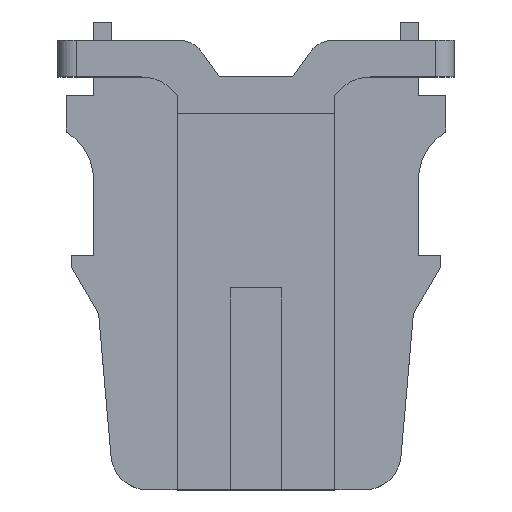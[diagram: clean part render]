
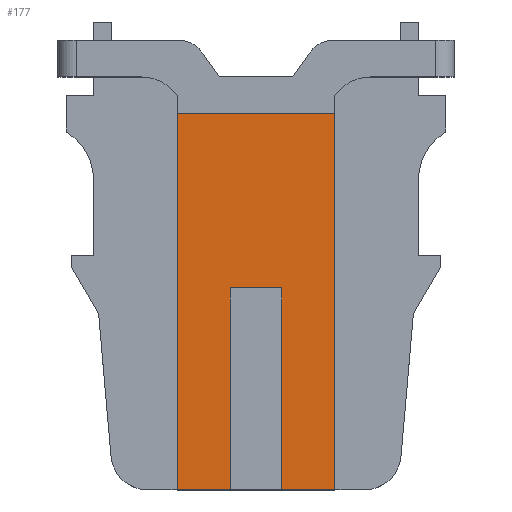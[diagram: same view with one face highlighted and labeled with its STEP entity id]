
A CAD part, top view. The second image highlights one B-rep face of the part: STEP entity #177.
In plain terms, the highlighted planar face has unit normal (0, -0.006, 1).
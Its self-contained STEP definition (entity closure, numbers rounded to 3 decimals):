
#177=ADVANCED_FACE('',(#384),#285,.T.);
#285=PLANE('',#2534);
#384=FACE_OUTER_BOUND('',#498,.T.);
#498=EDGE_LOOP('',(#894,#895,#896,#897,#898,#899,#900,#901,#902,#903,#904,
#905,#906,#907,#908,#909));
#894=ORIENTED_EDGE('',*,*,#1726,.T.);
#895=ORIENTED_EDGE('',*,*,#1579,.T.);
#896=ORIENTED_EDGE('',*,*,#1728,.F.);
#897=ORIENTED_EDGE('',*,*,#1628,.F.);
#898=ORIENTED_EDGE('',*,*,#1626,.F.);
#899=ORIENTED_EDGE('',*,*,#1624,.F.);
#900=ORIENTED_EDGE('',*,*,#1622,.F.);
#901=ORIENTED_EDGE('',*,*,#1631,.F.);
#902=ORIENTED_EDGE('',*,*,#1617,.F.);
#903=ORIENTED_EDGE('',*,*,#1636,.F.);
#904=ORIENTED_EDGE('',*,*,#1615,.F.);
#905=ORIENTED_EDGE('',*,*,#1613,.F.);
#906=ORIENTED_EDGE('',*,*,#1611,.F.);
#907=ORIENTED_EDGE('',*,*,#1635,.F.);
#908=ORIENTED_EDGE('',*,*,#1729,.F.);
#909=ORIENTED_EDGE('',*,*,#1592,.F.);
#1343=VERTEX_POINT('',#3363);
#1344=VERTEX_POINT('',#3365);
#1356=VERTEX_POINT('',#3390);
#1357=VERTEX_POINT('',#3392);
#1374=VERTEX_POINT('',#3432);
#1375=VERTEX_POINT('',#3434);
#1376=VERTEX_POINT('',#3438);
#1377=VERTEX_POINT('',#3442);
#1378=VERTEX_POINT('',#3446);
#1379=VERTEX_POINT('',#3447);
#1382=VERTEX_POINT('',#3455);
#1383=VERTEX_POINT('',#3457);
#1384=VERTEX_POINT('',#3461);
#1385=VERTEX_POINT('',#3465);
#1386=VERTEX_POINT('',#3469);
#1389=VERTEX_POINT('',#3480);
#1579=EDGE_CURVE('',#1344,#1343,#1918,.T.);
#1592=EDGE_CURVE('',#1356,#1357,#1931,.T.);
#1611=EDGE_CURVE('',#1374,#1375,#1950,.T.);
#1613=EDGE_CURVE('',#1375,#1376,#1952,.T.);
#1615=EDGE_CURVE('',#1376,#1377,#1954,.T.);
#1617=EDGE_CURVE('',#1378,#1379,#1956,.T.);
#1622=EDGE_CURVE('',#1382,#1383,#1961,.T.);
#1624=EDGE_CURVE('',#1383,#1384,#1963,.T.);
#1626=EDGE_CURVE('',#1384,#1385,#1965,.T.);
#1628=EDGE_CURVE('',#1385,#1386,#1967,.T.);
#1631=EDGE_CURVE('',#1379,#1382,#1970,.T.);
#1635=EDGE_CURVE('',#1389,#1374,#1974,.T.);
#1636=EDGE_CURVE('',#1377,#1378,#1975,.T.);
#1726=EDGE_CURVE('',#1356,#1344,#2055,.T.);
#1728=EDGE_CURVE('',#1386,#1343,#2057,.T.);
#1729=EDGE_CURVE('',#1357,#1389,#2058,.T.);
#1918=LINE('',#3364,#2220);
#1931=LINE('',#3391,#2233);
#1950=LINE('',#3433,#2252);
#1952=LINE('',#3437,#2254);
#1954=LINE('',#3441,#2256);
#1956=LINE('',#3445,#2258);
#1961=LINE('',#3456,#2263);
#1963=LINE('',#3460,#2265);
#1965=LINE('',#3464,#2267);
#1967=LINE('',#3468,#2269);
#1970=LINE('',#3473,#2272);
#1974=LINE('',#3481,#2276);
#1975=LINE('',#3482,#2277);
#2055=LINE('',#3661,#2357);
#2057=LINE('',#3664,#2359);
#2058=LINE('',#3665,#2360);
#2220=VECTOR('',#2709,1.);
#2233=VECTOR('',#2724,1.);
#2252=VECTOR('',#2753,1.);
#2254=VECTOR('',#2757,1.);
#2256=VECTOR('',#2761,1.);
#2258=VECTOR('',#2765,1.);
#2263=VECTOR('',#2772,1.);
#2265=VECTOR('',#2776,1.);
#2267=VECTOR('',#2780,1.);
#2269=VECTOR('',#2784,1.);
#2272=VECTOR('',#2787,1.);
#2276=VECTOR('',#2795,1.);
#2277=VECTOR('',#2796,1.);
#2357=VECTOR('',#2950,1.);
#2359=VECTOR('',#2954,1.);
#2360=VECTOR('',#2955,1.);
#2534=AXIS2_PLACEMENT_3D('',#3666,#2956,#2957);
#2709=DIRECTION('',(0.,-1.,-0.006));
#2724=DIRECTION('',(0.,-1.,-0.006));
#2753=DIRECTION('',(-1.,0.,0.));
#2757=DIRECTION('',(0.,1.,0.006));
#2761=DIRECTION('',(1.,0.,0.));
#2765=DIRECTION('',(-1.,0.,0.));
#2772=DIRECTION('',(1.,0.,0.));
#2776=DIRECTION('',(0.,-1.,-0.006));
#2780=DIRECTION('',(-1.,0.,0.));
#2784=DIRECTION('',(0.,-1.,-0.006));
#2787=DIRECTION('',(0.,-1.,-0.006));
#2795=DIRECTION('',(0.,1.,0.006));
#2796=DIRECTION('',(0.,1.,0.006));
#2950=DIRECTION('',(-1.,0.,0.));
#2954=DIRECTION('',(-1.,0.,0.));
#2955=DIRECTION('',(-1.,0.,0.));
#2956=DIRECTION('',(0.,-0.006,1.));
#2957=DIRECTION('',(0.,-1.,-0.006));
#3363=CARTESIAN_POINT('',(0.,0.,4.5));
#3364=CARTESIAN_POINT('',(0.,0.,4.5));
#3365=CARTESIAN_POINT('',(0.,20.5,4.625));
#3390=CARTESIAN_POINT('',(8.6,20.5,4.625));
#3391=CARTESIAN_POINT('',(8.6,10.222,4.562));
#3392=CARTESIAN_POINT('',(8.6,0.,4.5));
#3432=CARTESIAN_POINT('',(5.7,6.,4.537));
#3433=CARTESIAN_POINT('',(8.6,6.,4.537));
#3434=CARTESIAN_POINT('',(4.3,6.,4.537));
#3437=CARTESIAN_POINT('',(4.3,0.,4.5));
#3438=CARTESIAN_POINT('',(4.3,10.,4.561));
#3441=CARTESIAN_POINT('',(8.6,10.,4.561));
#3442=CARTESIAN_POINT('',(5.7,10.,4.561));
#3445=CARTESIAN_POINT('',(8.6,11.,4.567));
#3446=CARTESIAN_POINT('',(5.7,11.,4.567));
#3447=CARTESIAN_POINT('',(2.9,11.,4.567));
#3455=CARTESIAN_POINT('',(2.9,5.,4.531));
#3456=CARTESIAN_POINT('',(8.6,5.,4.531));
#3457=CARTESIAN_POINT('',(4.3,5.,4.531));
#3460=CARTESIAN_POINT('',(4.3,0.,4.5));
#3461=CARTESIAN_POINT('',(4.3,1.,4.506));
#3464=CARTESIAN_POINT('',(8.6,1.,4.506));
#3465=CARTESIAN_POINT('',(2.9,1.,4.506));
#3468=CARTESIAN_POINT('',(2.9,0.,4.5));
#3469=CARTESIAN_POINT('',(2.9,0.,4.5));
#3473=CARTESIAN_POINT('',(2.9,0.,4.5));
#3480=CARTESIAN_POINT('',(5.7,0.,4.5));
#3481=CARTESIAN_POINT('',(5.7,0.,4.5));
#3482=CARTESIAN_POINT('',(5.7,0.,4.5));
#3661=CARTESIAN_POINT('',(8.6,20.5,4.625));
#3664=CARTESIAN_POINT('',(4.3,0.,4.5));
#3665=CARTESIAN_POINT('',(4.3,0.,4.5));
#3666=CARTESIAN_POINT('',(8.6,0.,4.5));
